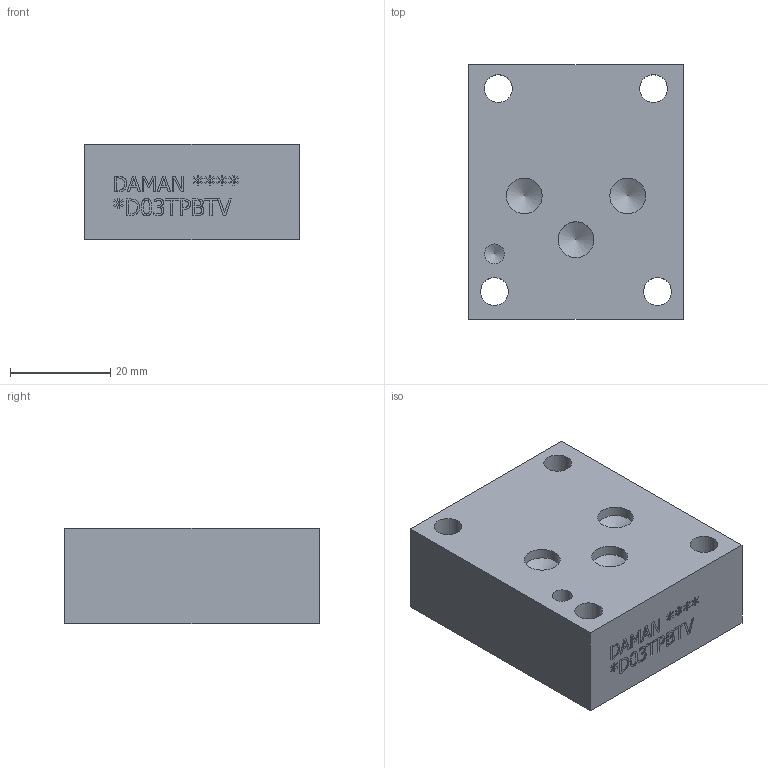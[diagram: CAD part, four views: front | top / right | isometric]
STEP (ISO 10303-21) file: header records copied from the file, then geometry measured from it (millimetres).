
FILE_DESCRIPTION(/* description */ (''),/* implementation_level */ '2;1');
FILE_NAME(/* name */ '_D03TPBTV.stp',/* time_stamp */ '2021-12-22T08:22:33-05:00',/* author */ ('jrf'),/* organization */ (''),/* preprocessor_version */ 'ST-DEVELOPER v18.1',/* originating_system */ 'Autodesk Inventor 2022',/* authorisation */ '');
FILE_SCHEMA (('AUTOMOTIVE_DESIGN { 1 0 10303 214 3 1 1 }'));
Length unit declared in the file: millimetre
Products named in the file (1): Part_AD03TPBTV.B00380R6_3D
Bounding box: 42.88 x 50.8 x 19.05 mm (x, y, z)
Volume: 38986.9 mm3; surface area: 9454.1 mm2
Topology: 1 solids, 1 shells, 313 faces, 851 edges, 565 vertices
Faces by surface type: plane 226, bspline 69, cylinder 11, cone 7
Full cylindrical faces by diameter (mm): 3.175 x1, 3.962 x1, 5.537 x4, 7.137 x5
Entity records: 10393 total; most frequent: CARTESIAN_POINT 2620, ORIENTED_EDGE 1688, DIRECTION 1218, EDGE_CURVE 844, LINE 684, VECTOR 684, VERTEX_POINT 565, EDGE_LOOP 353
